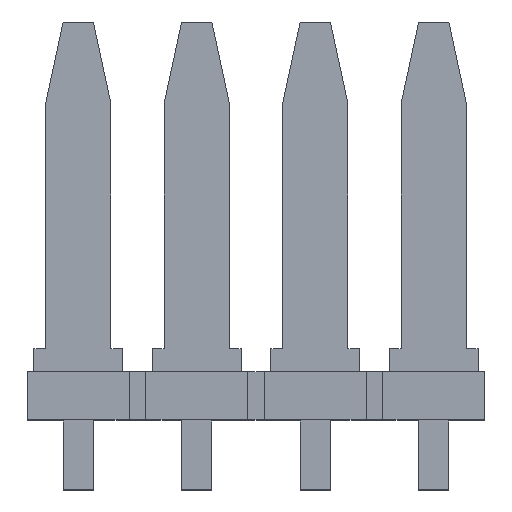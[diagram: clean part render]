
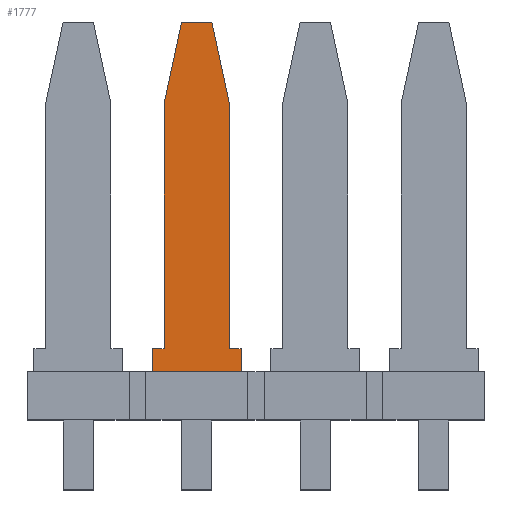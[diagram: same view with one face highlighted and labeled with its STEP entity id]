
A CAD part, top view. The second image highlights one B-rep face of the part: STEP entity #1777.
In plain terms, the highlighted planar face has unit normal (0, 0, 1).
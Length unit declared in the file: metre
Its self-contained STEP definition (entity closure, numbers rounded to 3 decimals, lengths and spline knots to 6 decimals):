
#248=ORIENTED_EDGE('',*,*,#633,.F.);
#249=ORIENTED_EDGE('',*,*,#518,.F.);
#250=ORIENTED_EDGE('',*,*,#637,.T.);
#251=ORIENTED_EDGE('',*,*,#640,.T.);
#252=ORIENTED_EDGE('',*,*,#643,.T.);
#253=ORIENTED_EDGE('',*,*,#646,.T.);
#254=ORIENTED_EDGE('',*,*,#649,.T.);
#255=ORIENTED_EDGE('',*,*,#652,.F.);
#256=ORIENTED_EDGE('',*,*,#655,.F.);
#257=ORIENTED_EDGE('',*,*,#657,.F.);
#518=EDGE_CURVE('',#770,#771,#938,.T.);
#633=EDGE_CURVE('',#771,#857,#1053,.T.);
#637=EDGE_CURVE('',#770,#859,#1057,.T.);
#640=EDGE_CURVE('',#859,#861,#1060,.T.);
#643=EDGE_CURVE('',#861,#863,#1063,.T.);
#646=EDGE_CURVE('',#863,#865,#1066,.T.);
#649=EDGE_CURVE('',#865,#867,#1069,.T.);
#652=EDGE_CURVE('',#869,#867,#1072,.T.);
#655=EDGE_CURVE('',#871,#869,#1075,.T.);
#657=EDGE_CURVE('',#857,#871,#1077,.T.);
#770=VERTEX_POINT('',#2387);
#771=VERTEX_POINT('',#2389);
#857=VERTEX_POINT('',#2620);
#859=VERTEX_POINT('',#2626);
#861=VERTEX_POINT('',#2632);
#863=VERTEX_POINT('',#2638);
#865=VERTEX_POINT('',#2644);
#867=VERTEX_POINT('',#2650);
#869=VERTEX_POINT('',#2656);
#871=VERTEX_POINT('',#2662);
#938=LINE('',#2388,#1190);
#1053=LINE('',#2619,#1305);
#1057=LINE('',#2627,#1309);
#1060=LINE('',#2633,#1312);
#1063=LINE('',#2639,#1315);
#1066=LINE('',#2645,#1318);
#1069=LINE('',#2651,#1321);
#1072=LINE('',#2657,#1324);
#1075=LINE('',#2663,#1327);
#1077=LINE('',#2666,#1329);
#1190=VECTOR('',#1945,1.);
#1305=VECTOR('',#2120,1.);
#1309=VECTOR('',#2126,1.);
#1312=VECTOR('',#2131,1.);
#1315=VECTOR('',#2136,1.);
#1318=VECTOR('',#2141,1.);
#1321=VECTOR('',#2146,1.);
#1324=VECTOR('',#2151,1.);
#1327=VECTOR('',#2156,1.);
#1329=VECTOR('',#2160,1.);
#1487=EDGE_LOOP('',(#248,#249,#250,#251,#252,#253,#254,#255,#256,#257));
#1589=FACE_BOUND('',#1487,.T.);
#1683=PLANE('',#1884);
#1777=ADVANCED_FACE('',(#1589),#1683,.T.);
#1884=AXIS2_PLACEMENT_3D('',#2667,#2161,#2162);
#1945=DIRECTION('',(-1.,0.,0.));
#2120=DIRECTION('',(0.,1.,0.));
#2126=DIRECTION('',(0.,1.,0.));
#2131=DIRECTION('',(-1.,0.,0.));
#2136=DIRECTION('',(0.,1.,0.));
#2141=DIRECTION('',(-0.21,0.978,0.));
#2146=DIRECTION('',(-1.,0.,0.));
#2151=DIRECTION('',(0.21,0.978,0.));
#2156=DIRECTION('',(0.,1.,0.));
#2160=DIRECTION('',(1.,0.,0.));
#2161=DIRECTION('',(0.,0.,1.));
#2162=DIRECTION('',(1.,0.,0.));
#2387=CARTESIAN_POINT('',(0.00698,0.,0.0004));
#2388=CARTESIAN_POINT('',(0.00413,0.,0.0004));
#2389=CARTESIAN_POINT('',(0.00318,0.,0.0004));
#2619=CARTESIAN_POINT('',(0.00318,0.0005,0.0004));
#2620=CARTESIAN_POINT('',(0.00318,0.001,0.0004));
#2626=CARTESIAN_POINT('',(0.00698,0.001,0.0004));
#2627=CARTESIAN_POINT('',(0.00698,0.0005,0.0004));
#2632=CARTESIAN_POINT('',(0.00648,0.001,0.0004));
#2633=CARTESIAN_POINT('',(0.00673,0.001,0.0004));
#2638=CARTESIAN_POINT('',(0.00648,0.0115,0.0004));
#2639=CARTESIAN_POINT('',(0.00648,0.00625,0.0004));
#2644=CARTESIAN_POINT('',(0.00573,0.015,0.0004));
#2645=CARTESIAN_POINT('',(0.006105,0.01325,0.0004));
#2650=CARTESIAN_POINT('',(0.00443,0.015,0.0004));
#2651=CARTESIAN_POINT('',(0.005405,0.015,0.0004));
#2656=CARTESIAN_POINT('',(0.00368,0.0115,0.0004));
#2657=CARTESIAN_POINT('',(0.004055,0.01325,0.0004));
#2662=CARTESIAN_POINT('',(0.00368,0.001,0.0004));
#2663=CARTESIAN_POINT('',(0.00368,0.00625,0.0004));
#2666=CARTESIAN_POINT('',(0.00343,0.001,0.0004));
#2667=CARTESIAN_POINT('',(0.00762,0.00497,0.0004));
